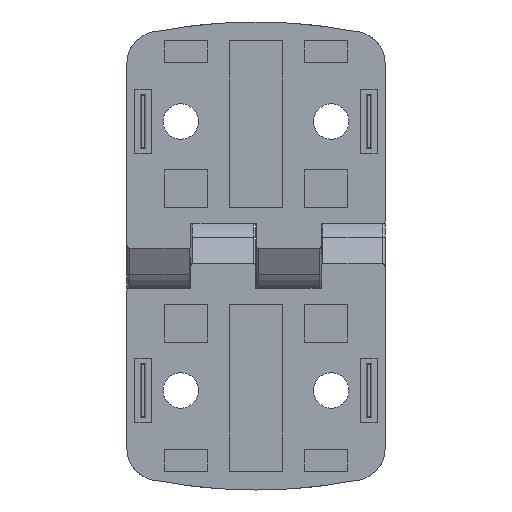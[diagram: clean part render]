
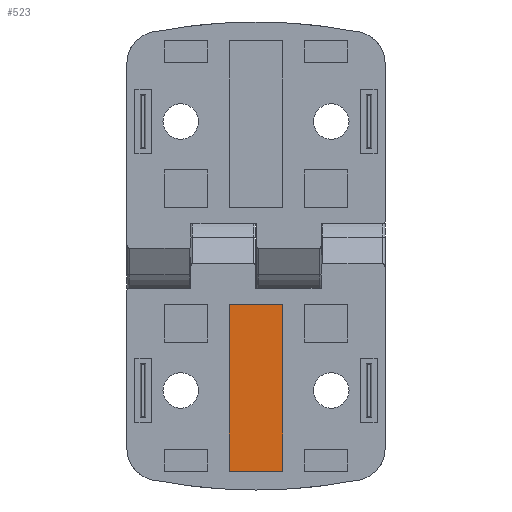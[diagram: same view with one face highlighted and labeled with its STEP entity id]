
A CAD part, front view. The second image highlights one B-rep face of the part: STEP entity #523.
In plain terms, the highlighted planar face has unit normal (0, -1, 0).
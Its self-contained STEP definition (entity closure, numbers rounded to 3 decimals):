
#523=ADVANCED_FACE('NONE',(#1195),#1196,.T.);
#1195=FACE_OUTER_BOUND('',#2784,.T.);
#1196=PLANE('',#2785);
#2784=EDGE_LOOP('',(#4940,#4941,#4942,#4943));
#2785=AXIS2_PLACEMENT_3D('',#4944,#4945,#4946);
#4940=ORIENTED_EDGE('',*,*,#6594,.T.);
#4941=ORIENTED_EDGE('',*,*,#6603,.T.);
#4942=ORIENTED_EDGE('',*,*,#6600,.T.);
#4943=ORIENTED_EDGE('',*,*,#6597,.T.);
#4944=CARTESIAN_POINT('',(-5.0,1.0,-40.0));
#4945=DIRECTION('',(0.0,-1.0,0.0));
#4946=DIRECTION('',(0.0,0.0,-1.0));
#6594=EDGE_CURVE('NONE',#7687,#7685,#7688,.T.);
#6597=EDGE_CURVE('NONE',#7691,#7687,#7692,.T.);
#6600=EDGE_CURVE('NONE',#7695,#7691,#7696,.T.);
#6603=EDGE_CURVE('NONE',#7685,#7695,#7699,.T.);
#7685=VERTEX_POINT('NONE',#9998);
#7687=VERTEX_POINT('NONE',#10001);
#7688=LINE('',#10002,#10003);
#7691=VERTEX_POINT('NONE',#10007);
#7692=LINE('',#10008,#10009);
#7695=VERTEX_POINT('NONE',#10013);
#7696=LINE('',#10014,#10015);
#7699=LINE('',#10019,#10020);
#9998=CARTESIAN_POINT('',(5.,1.0,-40.0));
#10001=CARTESIAN_POINT('',(-5.0,1.0,-40.0));
#10002=CARTESIAN_POINT('',(-5.0,1.0,-40.0));
#10003=VECTOR('',#12154,1000.0);
#10007=CARTESIAN_POINT('',(-5.0,1.0,-9.0));
#10008=CARTESIAN_POINT('',(-5.0,1.0,-40.0));
#10009=VECTOR('',#12156,1000.0);
#10013=CARTESIAN_POINT('',(5.0,1.0,-9.0));
#10014=CARTESIAN_POINT('',(-5.0,1.0,-9.0));
#10015=VECTOR('',#12158,1000.0);
#10019=CARTESIAN_POINT('',(5.,1.0,-40.0));
#10020=VECTOR('',#12160,1000.0);
#12154=DIRECTION('',(1.0,0.0,0.0));
#12156=DIRECTION('',(-0.0,-0.0,-1.0));
#12158=DIRECTION('',(-1.0,-0.0,-0.0));
#12160=DIRECTION('',(0.,0.0,1.0));
